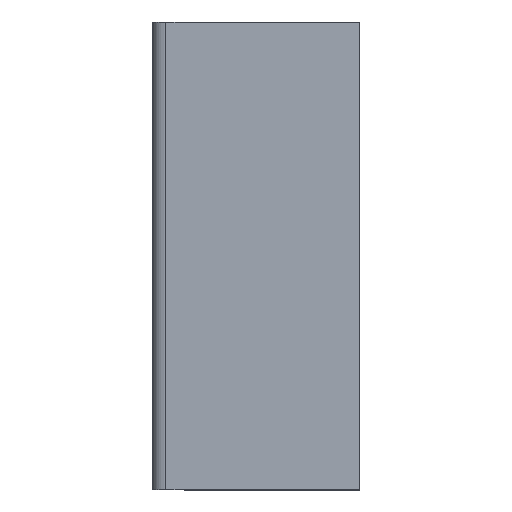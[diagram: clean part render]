
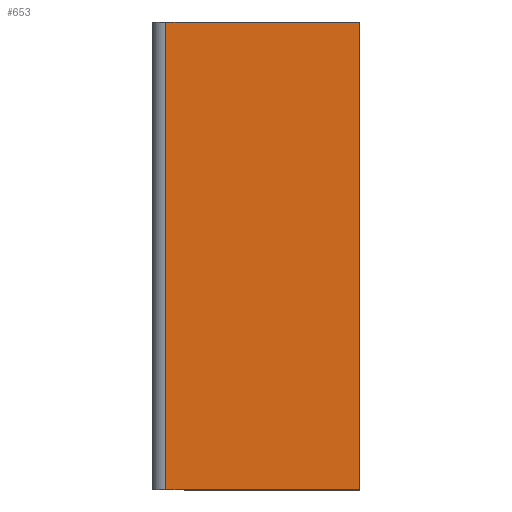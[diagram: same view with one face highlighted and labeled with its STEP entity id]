
A CAD part, left-side view. The second image highlights one B-rep face of the part: STEP entity #653.
In plain terms, the highlighted planar face has unit normal (-1, 0, 0).
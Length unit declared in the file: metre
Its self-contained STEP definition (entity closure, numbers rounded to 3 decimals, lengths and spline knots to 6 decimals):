
#79=LINE('',#1054,#147);
#87=LINE('',#1071,#155);
#96=LINE('',#1091,#164);
#97=LINE('',#1093,#165);
#147=VECTOR('',#865,1.);
#155=VECTOR('',#879,1.);
#164=VECTOR('',#900,1.);
#165=VECTOR('',#903,1.);
#324=ORIENTED_EDGE('',*,*,#438,.F.);
#325=ORIENTED_EDGE('',*,*,#437,.T.);
#326=ORIENTED_EDGE('',*,*,#426,.T.);
#327=ORIENTED_EDGE('',*,*,#417,.T.);
#417=EDGE_CURVE('',#490,#488,#79,.T.);
#426=EDGE_CURVE('',#496,#490,#87,.T.);
#437=EDGE_CURVE('',#500,#496,#96,.T.);
#438=EDGE_CURVE('',#500,#488,#97,.T.);
#488=VERTEX_POINT('',#1052);
#490=VERTEX_POINT('',#1055);
#496=VERTEX_POINT('',#1072);
#500=VERTEX_POINT('',#1089);
#557=EDGE_LOOP('',(#324,#325,#326,#327));
#595=FACE_BOUND('',#557,.T.);
#621=PLANE('',#723);
#653=ADVANCED_FACE('',(#595),#621,.T.);
#723=AXIS2_PLACEMENT_3D('',#1092,#901,#902);
#865=DIRECTION('',(0.,1.,0.));
#879=DIRECTION('',(0.,0.,1.));
#900=DIRECTION('',(0.,-1.,0.));
#901=DIRECTION('',(-1.,0.,0.));
#902=DIRECTION('',(0.,0.,1.));
#903=DIRECTION('',(0.,0.,1.));
#1052=CARTESIAN_POINT('',(0.037503,0.007043,0.006143));
#1054=CARTESIAN_POINT('',(0.037503,0.,0.006143));
#1055=CARTESIAN_POINT('',(0.037503,0.,0.006143));
#1071=CARTESIAN_POINT('',(0.037503,0.,-0.002625));
#1072=CARTESIAN_POINT('',(0.037503,0.,-0.010864));
#1089=CARTESIAN_POINT('',(0.037503,0.007043,-0.010864));
#1091=CARTESIAN_POINT('',(0.037503,0.,-0.010864));
#1092=CARTESIAN_POINT('',(0.037503,0.,0.));
#1093=CARTESIAN_POINT('',(0.037503,0.007043,0.001518));
